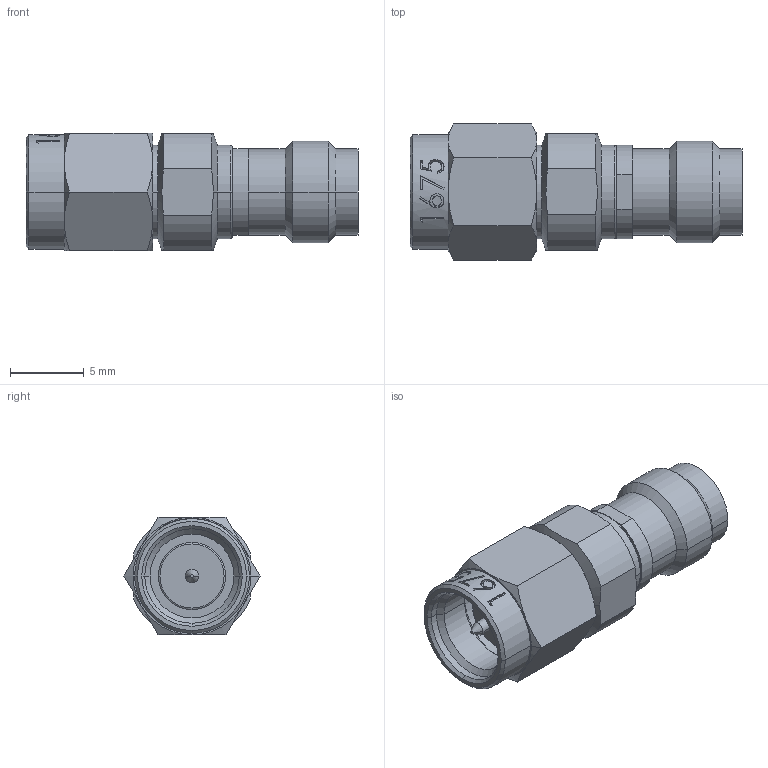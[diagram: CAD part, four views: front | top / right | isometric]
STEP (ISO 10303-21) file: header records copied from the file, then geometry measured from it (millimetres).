
FILE_DESCRIPTION (( 'STEP AP214' ), '1' );
FILE_NAME ('FMAD1675_3D.step', '2023-03-13T20:47:01', ( '' ), ( '' ), 'SwSTEP 2.0', 'SolidWorks 2022', '' );
FILE_SCHEMA (( 'AUTOMOTIVE_DESIGN' ));
Length unit declared in the file: millimetre
Products named in the file (1): FMAD1675_3D
Bounding box: 22.55 x 9.24 x 8 mm (x, y, z)
Volume: 810.9 mm3; surface area: 853 mm2
Topology: 1 solids, 1 shells, 137 faces, 319 edges, 198 vertices
Faces by surface type: cylinder 38, bspline 38, cone 34, plane 23, torus 4
Entity records: 5879 total; most frequent: CARTESIAN_POINT 3055, ORIENTED_EDGE 638, DIRECTION 467, EDGE_CURVE 319, VERTEX_POINT 198, AXIS2_PLACEMENT_3D 198, EDGE_LOOP 151, B_SPLINE_CURVE_WITH_KNOTS 150
